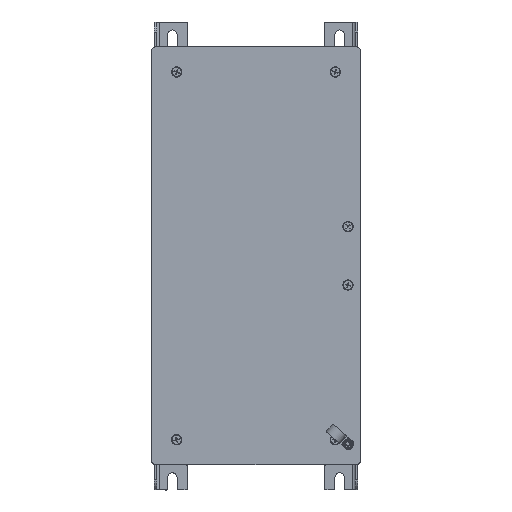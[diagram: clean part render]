
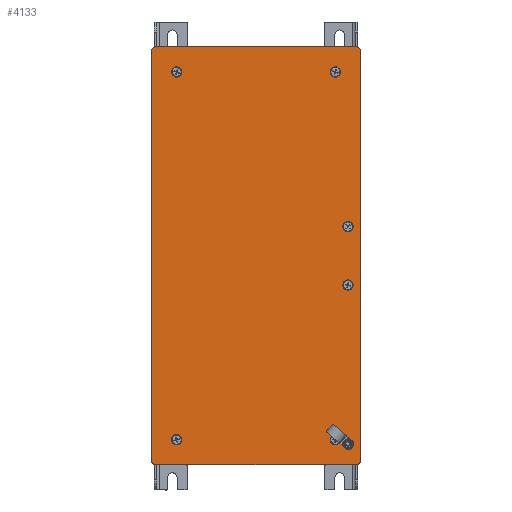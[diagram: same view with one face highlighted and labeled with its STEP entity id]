
A CAD part, top view. The second image highlights one B-rep face of the part: STEP entity #4133.
In plain terms, the highlighted planar face has unit normal (0, 0, 1).
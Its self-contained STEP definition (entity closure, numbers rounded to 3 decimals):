
#4133=ADVANCED_FACE('',(#5115,#5117,#5119,#5121,#5123,#5125,#5127,#5129),#5131,.T.);
#5115=FACE_BOUND('',#5116,.T.);
#5116=EDGE_LOOP('',(#8471));
#5117=FACE_BOUND('',#5118,.T.);
#5118=EDGE_LOOP('',(#8472));
#5119=FACE_BOUND('',#5120,.T.);
#5120=EDGE_LOOP('',(#8473));
#5121=FACE_BOUND('',#5122,.T.);
#5122=EDGE_LOOP('',(#8474));
#5123=FACE_BOUND('',#5124,.T.);
#5124=EDGE_LOOP('',(#8475));
#5125=FACE_BOUND('',#5126,.T.);
#5126=EDGE_LOOP('',(#8476));
#5127=FACE_BOUND('',#5128,.T.);
#5128=EDGE_LOOP('',(#8477));
#5129=FACE_OUTER_BOUND('',#5130,.T.);
#5130=EDGE_LOOP('',(#8478,#8479,#8480,#8481,#8482,#8483,#8484,#8485));
#5131=PLANE('',#5132);
#5132=AXIS2_PLACEMENT_3D('',#5133,#5134,#5135);
#5133=CARTESIAN_POINT('',(0.,0.,5.));
#5134=DIRECTION('',(0.,0.,1.));
#5135=DIRECTION('',(1.,0.,0.));
#8471=ORIENTED_EDGE('',*,*,#10695,.T.);
#8472=ORIENTED_EDGE('',*,*,#10696,.T.);
#8473=ORIENTED_EDGE('',*,*,#10697,.T.);
#8474=ORIENTED_EDGE('',*,*,#10698,.T.);
#8475=ORIENTED_EDGE('',*,*,#10699,.T.);
#8476=ORIENTED_EDGE('',*,*,#10700,.T.);
#8477=ORIENTED_EDGE('',*,*,#10701,.T.);
#8478=ORIENTED_EDGE('',*,*,#10702,.T.);
#8479=ORIENTED_EDGE('',*,*,#10703,.T.);
#8480=ORIENTED_EDGE('',*,*,#10704,.T.);
#8481=ORIENTED_EDGE('',*,*,#10705,.T.);
#8482=ORIENTED_EDGE('',*,*,#10706,.T.);
#8483=ORIENTED_EDGE('',*,*,#10707,.T.);
#8484=ORIENTED_EDGE('',*,*,#10708,.T.);
#8485=ORIENTED_EDGE('',*,*,#10709,.T.);
#10695=EDGE_CURVE('',#11839,#11839,#11840,.F.);
#10696=EDGE_CURVE('',#11841,#11841,#11842,.F.);
#10697=EDGE_CURVE('',#11843,#11843,#11844,.F.);
#10698=EDGE_CURVE('',#11845,#11845,#11846,.F.);
#10699=EDGE_CURVE('',#11847,#11847,#11848,.F.);
#10700=EDGE_CURVE('',#11849,#11849,#11850,.F.);
#10701=EDGE_CURVE('',#11851,#11851,#11852,.F.);
#10702=EDGE_CURVE('',#11853,#11854,#11855,.T.);
#10703=EDGE_CURVE('',#11854,#11856,#11857,.T.);
#10704=EDGE_CURVE('',#11856,#11858,#11859,.T.);
#10705=EDGE_CURVE('',#11858,#11860,#11861,.T.);
#10706=EDGE_CURVE('',#11860,#11862,#11863,.T.);
#10707=EDGE_CURVE('',#11862,#11864,#11865,.T.);
#10708=EDGE_CURVE('',#11864,#11866,#11867,.T.);
#10709=EDGE_CURVE('',#11866,#11853,#11868,.T.);
#11839=VERTEX_POINT('',#13829);
#11840=CIRCLE('',#13830,6.2);
#11841=VERTEX_POINT('',#13834);
#11842=CIRCLE('',#13835,6.2);
#11843=VERTEX_POINT('',#13839);
#11844=CIRCLE('',#13840,6.2);
#11845=VERTEX_POINT('',#13844);
#11846=CIRCLE('',#13845,3.2);
#11847=VERTEX_POINT('',#13849);
#11848=CIRCLE('',#13850,6.2);
#11849=VERTEX_POINT('',#13854);
#11850=CIRCLE('',#13855,6.2);
#11851=VERTEX_POINT('',#13859);
#11852=CIRCLE('',#13860,6.2);
#11853=VERTEX_POINT('',#13864);
#11854=VERTEX_POINT('',#13865);
#11855=LINE('',#13866,#13867);
#11856=VERTEX_POINT('',#13869);
#11857=CIRCLE('',#13870,5.);
#11858=VERTEX_POINT('',#13874);
#11859=LINE('',#13875,#13876);
#11860=VERTEX_POINT('',#13878);
#11861=CIRCLE('',#13879,5.);
#11862=VERTEX_POINT('',#13883);
#11863=LINE('',#13884,#13885);
#11864=VERTEX_POINT('',#13887);
#11865=CIRCLE('',#13888,5.);
#11866=VERTEX_POINT('',#13892);
#11867=LINE('',#13893,#13894);
#11868=CIRCLE('',#13896,5.);
#13829=CARTESIAN_POINT('',(-88.8,-220.,5.));
#13830=AXIS2_PLACEMENT_3D('',#13831,#13832,#13833);
#13831=CARTESIAN_POINT('',(-95.,-220.,5.));
#13832=DIRECTION('',(0.,0.,1.));
#13833=DIRECTION('',(1.,0.,0.));
#13834=CARTESIAN_POINT('',(-88.8,220.,5.));
#13835=AXIS2_PLACEMENT_3D('',#13836,#13837,#13838);
#13836=CARTESIAN_POINT('',(-95.,220.,5.));
#13837=DIRECTION('',(0.,0.,1.));
#13838=DIRECTION('',(1.,0.,0.));
#13839=CARTESIAN_POINT('',(116.2,-35.,5.));
#13840=AXIS2_PLACEMENT_3D('',#13841,#13842,#13843);
#13841=CARTESIAN_POINT('',(110.,-35.,5.));
#13842=DIRECTION('',(0.,0.,1.));
#13843=DIRECTION('',(1.,0.,0.));
#13844=CARTESIAN_POINT('',(113.2,-225.,5.));
#13845=AXIS2_PLACEMENT_3D('',#13846,#13847,#13848);
#13846=CARTESIAN_POINT('',(110.,-225.,5.));
#13847=DIRECTION('',(0.,0.,1.));
#13848=DIRECTION('',(1.,0.,0.));
#13849=CARTESIAN_POINT('',(116.2,35.,5.));
#13850=AXIS2_PLACEMENT_3D('',#13851,#13852,#13853);
#13851=CARTESIAN_POINT('',(110.,35.,5.));
#13852=DIRECTION('',(0.,0.,1.));
#13853=DIRECTION('',(1.,0.,0.));
#13854=CARTESIAN_POINT('',(101.2,220.,5.));
#13855=AXIS2_PLACEMENT_3D('',#13856,#13857,#13858);
#13856=CARTESIAN_POINT('',(95.,220.,5.));
#13857=DIRECTION('',(0.,0.,1.));
#13858=DIRECTION('',(1.,0.,0.));
#13859=CARTESIAN_POINT('',(101.2,-220.,5.));
#13860=AXIS2_PLACEMENT_3D('',#13861,#13862,#13863);
#13861=CARTESIAN_POINT('',(95.,-220.,5.));
#13862=DIRECTION('',(0.,0.,1.));
#13863=DIRECTION('',(1.,0.,0.));
#13864=CARTESIAN_POINT('',(120.,250.,5.));
#13865=CARTESIAN_POINT('',(-120.,250.,5.));
#13866=CARTESIAN_POINT('',(120.,250.,5.));
#13867=VECTOR('',#13868,1.);
#13868=DIRECTION('',(-1.,0.,0.));
#13869=CARTESIAN_POINT('',(-125.,245.,5.));
#13870=AXIS2_PLACEMENT_3D('',#13871,#13872,#13873);
#13871=CARTESIAN_POINT('',(-120.,245.,5.));
#13872=DIRECTION('',(0.,0.,1.));
#13873=DIRECTION('',(0.,1.,0.));
#13874=CARTESIAN_POINT('',(-125.,-245.,5.));
#13875=CARTESIAN_POINT('',(-125.,245.,5.));
#13876=VECTOR('',#13877,1.);
#13877=DIRECTION('',(0.,-1.,0.));
#13878=CARTESIAN_POINT('',(-120.,-250.,5.));
#13879=AXIS2_PLACEMENT_3D('',#13880,#13881,#13882);
#13880=CARTESIAN_POINT('',(-120.,-245.,5.));
#13881=DIRECTION('',(0.,0.,1.));
#13882=DIRECTION('',(-1.,0.,0.));
#13883=CARTESIAN_POINT('',(120.,-250.,5.));
#13884=CARTESIAN_POINT('',(-120.,-250.,5.));
#13885=VECTOR('',#13886,1.);
#13886=DIRECTION('',(1.,0.,0.));
#13887=CARTESIAN_POINT('',(125.,-245.,5.));
#13888=AXIS2_PLACEMENT_3D('',#13889,#13890,#13891);
#13889=CARTESIAN_POINT('',(120.,-245.,5.));
#13890=DIRECTION('',(0.,0.,1.));
#13891=DIRECTION('',(0.,-1.,0.));
#13892=CARTESIAN_POINT('',(125.,245.,5.));
#13893=CARTESIAN_POINT('',(125.,-245.,5.));
#13894=VECTOR('',#13895,1.);
#13895=DIRECTION('',(0.,1.,0.));
#13896=AXIS2_PLACEMENT_3D('',#13897,#13898,#13899);
#13897=CARTESIAN_POINT('',(120.,245.,5.));
#13898=DIRECTION('',(0.,0.,1.));
#13899=DIRECTION('',(1.,0.,0.));
